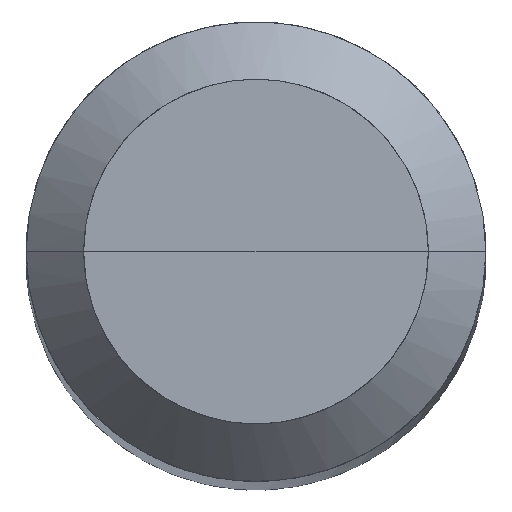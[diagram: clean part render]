
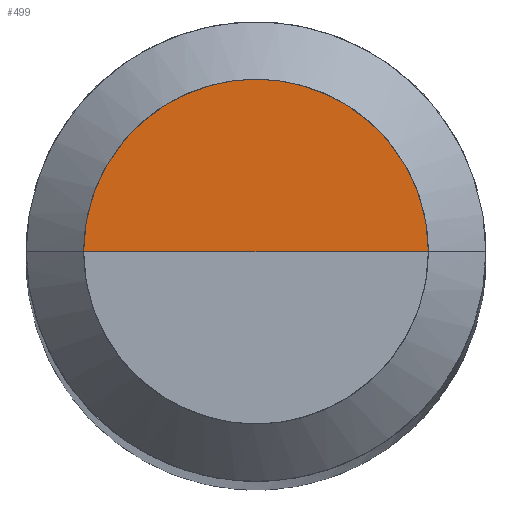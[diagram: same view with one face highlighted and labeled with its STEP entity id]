
A CAD part, top view. The second image highlights one B-rep face of the part: STEP entity #499.
In plain terms, the highlighted free-form (B-spline) face has degree [1, 2] with [2, 5] control points.
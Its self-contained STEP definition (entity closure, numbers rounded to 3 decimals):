
#110=CARTESIAN_POINT('',(-1.5,0.,43.573));
#114=CARTESIAN_POINT('',(1.5,0.,43.573));
#115=CARTESIAN_POINT('',(0.,0.,43.573));
#125=CARTESIAN_POINT('',(1.5,1.5,43.573));
#126=CARTESIAN_POINT('',(0.,1.5,43.573));
#127=CARTESIAN_POINT('',(-1.5,1.5,43.573));
#484=(
BOUNDED_SURFACE()
B_SPLINE_SURFACE(1,2,(
(#114,#125,#126,#127,#110),
(#115,#115,#115,#115,#115)
), .UNSPECIFIED.,.F.,.F.,.F.)
B_SPLINE_SURFACE_WITH_KNOTS((2,2),(3,2,3),(
0.,1.),(
0.,0.5,1.), .UNSPECIFIED.)
GEOMETRIC_REPRESENTATION_ITEM()
RATIONAL_B_SPLINE_SURFACE(((1.,0.707,1.,0.707,1.),
(1.,0.707,1.,0.707,1.)
))
REPRESENTATION_ITEM('')
SURFACE()
);
#485=(
BOUNDED_CURVE()
B_SPLINE_CURVE(2,(#110,#127,#126,#125,#114),.UNSPECIFIED.,.F.,.F.)
B_SPLINE_CURVE_WITH_KNOTS((3,2,3),
(0.,0.5,1.),.UNSPECIFIED.)
CURVE()
GEOMETRIC_REPRESENTATION_ITEM()
RATIONAL_B_SPLINE_CURVE((1.,0.707,1.,0.707,1.))
REPRESENTATION_ITEM('')
);
#486=(
BOUNDED_CURVE()
B_SPLINE_CURVE(1,(#114,#115),.UNSPECIFIED.,.F.,.F.)
B_SPLINE_CURVE_WITH_KNOTS((2,2),
(0.,1.),.UNSPECIFIED.)
CURVE()
GEOMETRIC_REPRESENTATION_ITEM()
RATIONAL_B_SPLINE_CURVE((1.,1.))
REPRESENTATION_ITEM('')
);
#487=(
BOUNDED_CURVE()
B_SPLINE_CURVE(1,(#115,#110),.UNSPECIFIED.,.F.,.F.)
B_SPLINE_CURVE_WITH_KNOTS((2,2),
(0.,1.),.UNSPECIFIED.)
CURVE()
GEOMETRIC_REPRESENTATION_ITEM()
RATIONAL_B_SPLINE_CURVE((1.,1.))
REPRESENTATION_ITEM('')
);
#488=VERTEX_POINT('',#110);
#489=VERTEX_POINT('',#114);
#490=VERTEX_POINT('',#115);
#491=EDGE_CURVE('',#488,#489,#485,.T.);
#492=EDGE_CURVE('',#489,#490,#486,.T.);
#493=EDGE_CURVE('',#490,#488,#487,.T.);
#494=ORIENTED_EDGE('',*,*,#491,.T.);
#495=ORIENTED_EDGE('',*,*,#492,.T.);
#496=ORIENTED_EDGE('',*,*,#493,.T.);
#497=EDGE_LOOP('',(#494,#495,#496));
#498=FACE_OUTER_BOUND('',#497,.T.);
#499=ADVANCED_FACE('',(#498),#484,.T.);
